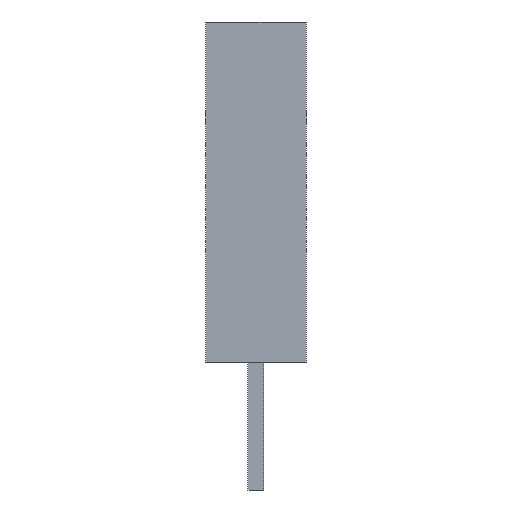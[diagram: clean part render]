
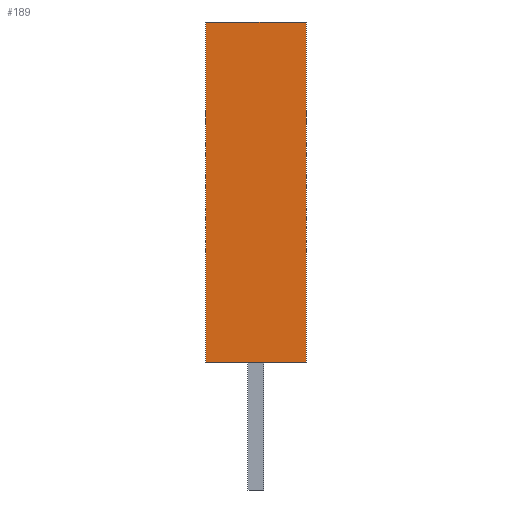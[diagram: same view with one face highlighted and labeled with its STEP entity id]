
A CAD part, left-side view. The second image highlights one B-rep face of the part: STEP entity #189.
In plain terms, the highlighted planar face has unit normal (-1, 0, 0).
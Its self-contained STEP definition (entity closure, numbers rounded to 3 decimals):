
#189=ADVANCED_FACE('',(#296),#297,.F.);
#296=FACE_OUTER_BOUND('',#362,.T.);
#297=PLANE('',#363);
#362=EDGE_LOOP('',(#439,#440,#441,#442));
#363=AXIS2_PLACEMENT_3D('',#443,#444,#445);
#439=ORIENTED_EDGE('',*,*,#549,.T.);
#440=ORIENTED_EDGE('',*,*,#563,.F.);
#441=ORIENTED_EDGE('',*,*,#556,.F.);
#442=ORIENTED_EDGE('',*,*,#545,.T.);
#443=CARTESIAN_POINT('',(22.48,-16.924,8.5));
#444=DIRECTION('',(1.0,0.0,0.0));
#445=DIRECTION('',(0.0,0.0,-1.0));
#545=EDGE_CURVE('',#600,#598,#601,.T.);
#549=EDGE_CURVE('',#598,#606,#607,.T.);
#556=EDGE_CURVE('',#600,#616,#617,.T.);
#563=EDGE_CURVE('',#616,#606,#628,.T.);
#598=VERTEX_POINT('',#675);
#600=VERTEX_POINT('',#678);
#601=LINE('',#679,#680);
#606=VERTEX_POINT('',#687);
#607=LINE('',#688,#689);
#616=VERTEX_POINT('',#702);
#617=LINE('',#703,#704);
#628=LINE('',#720,#721);
#675=CARTESIAN_POINT('',(22.48,-16.924,0.0));
#678=CARTESIAN_POINT('',(22.48,-16.924,8.5));
#679=CARTESIAN_POINT('',(22.48,-16.924,8.5));
#680=VECTOR('',#787,1.0);
#687=CARTESIAN_POINT('',(22.48,-19.424,0.0));
#688=CARTESIAN_POINT('',(22.48,-16.924,0.0));
#689=VECTOR('',#790,1.0);
#702=CARTESIAN_POINT('',(22.48,-19.424,8.5));
#703=CARTESIAN_POINT('',(22.48,-16.924,8.5));
#704=VECTOR('',#795,1.0);
#720=CARTESIAN_POINT('',(22.48,-19.424,8.5));
#721=VECTOR('',#801,1.0);
#787=DIRECTION('',(0.0,0.0,-1.0));
#790=DIRECTION('',(0.0,-1.0,0.0));
#795=DIRECTION('',(0.0,-1.0,0.0));
#801=DIRECTION('',(0.0,0.0,-1.0));
